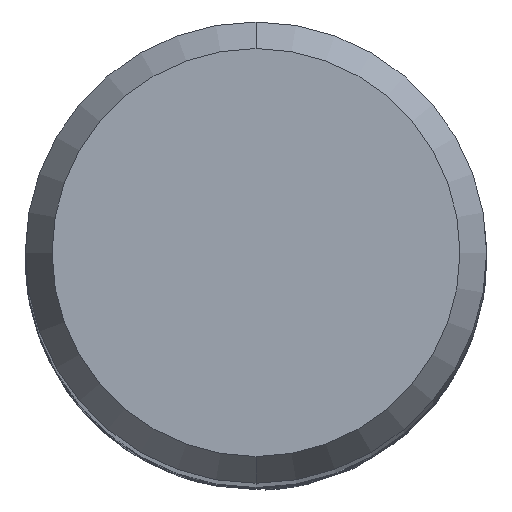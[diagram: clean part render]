
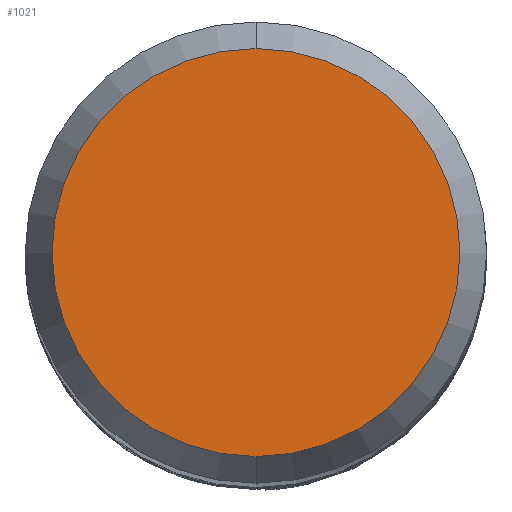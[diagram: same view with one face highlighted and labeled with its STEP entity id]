
A CAD part, top view. The second image highlights one B-rep face of the part: STEP entity #1021.
In plain terms, the highlighted planar face has unit normal (0, 0, 1).
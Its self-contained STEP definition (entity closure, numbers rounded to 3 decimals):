
#921=VERTEX_POINT('',#2162);
#1021=ADVANCED_FACE('',(#2267),#2268,.T.);
#1607=VERTEX_POINT('',#2907);
#1649=EDGE_CURVE('',#1607,#921,#2951,.T.);
#1751=EDGE_CURVE('',#921,#1607,#3063,.T.);
#2162=CARTESIAN_POINT('',(0.,-3.538,0.0));
#2267=FACE_OUTER_BOUND('',#6978,.T.);
#2268=PLANE('',#6979);
#2907=CARTESIAN_POINT('',(0.0,3.538,0.0));
#2951=CIRCLE('',#14548,3.538);
#3063=CIRCLE('',#15262,3.538);
#6978=EDGE_LOOP('',(#17352,#17353));
#6979=AXIS2_PLACEMENT_3D('',#17354,#17355,#17356);
#14548=AXIS2_PLACEMENT_3D('',#17999,#18000,#18001);
#15262=AXIS2_PLACEMENT_3D('',#18117,#18118,#18119);
#17352=ORIENTED_EDGE('',*,*,#1649,.F.);
#17353=ORIENTED_EDGE('',*,*,#1751,.F.);
#17354=CARTESIAN_POINT('',(0.0,1.769,0.0));
#17355=DIRECTION('',(-0.0,0.0,1.0));
#17356=DIRECTION('',(0.0,-1.0,0.0));
#17999=CARTESIAN_POINT('',(0.0,0.0,0.0));
#18000=DIRECTION('',(0.0,0.0,-1.0));
#18001=DIRECTION('',(0.0,1.0,0.0));
#18117=CARTESIAN_POINT('',(0.0,0.0,0.0));
#18118=DIRECTION('',(0.0,0.0,-1.0));
#18119=DIRECTION('',(0.0,1.0,0.0));
